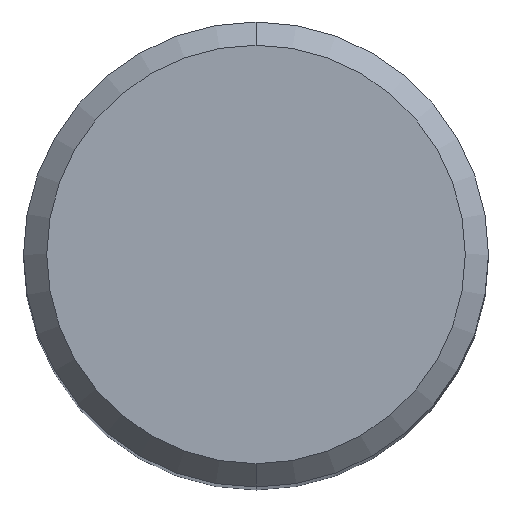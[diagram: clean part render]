
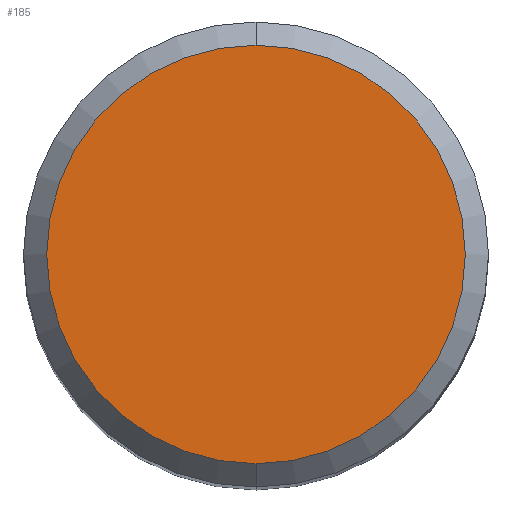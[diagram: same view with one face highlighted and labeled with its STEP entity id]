
A CAD part, top view. The second image highlights one B-rep face of the part: STEP entity #185.
In plain terms, the highlighted planar face has unit normal (0, 0, 1).
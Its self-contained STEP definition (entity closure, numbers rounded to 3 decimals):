
#121=VERTEX_POINT('',#276);
#127=EDGE_CURVE('',#137,#121,#282,.T.);
#137=VERTEX_POINT('',#293);
#143=EDGE_CURVE('',#121,#137,#299,.T.);
#185=ADVANCED_FACE('',(#345),#346,.T.);
#276=CARTESIAN_POINT('',(0.,-5.4,0.0));
#282=CIRCLE('',#454,5.4);
#293=CARTESIAN_POINT('',(0.0,5.4,0.0));
#299=CIRCLE('',#476,5.4);
#345=FACE_OUTER_BOUND('',#535,.T.);
#346=PLANE('',#536);
#454=AXIS2_PLACEMENT_3D('',#643,#644,#645);
#476=AXIS2_PLACEMENT_3D('',#660,#661,#662);
#535=EDGE_LOOP('',(#709,#710));
#536=AXIS2_PLACEMENT_3D('',#711,#712,#713);
#643=CARTESIAN_POINT('',(0.0,0.0,0.0));
#644=DIRECTION('',(0.0,0.0,-1.0));
#645=DIRECTION('',(0.0,1.0,0.0));
#660=CARTESIAN_POINT('',(0.0,0.0,0.0));
#661=DIRECTION('',(0.0,0.0,-1.0));
#662=DIRECTION('',(0.0,1.0,0.0));
#709=ORIENTED_EDGE('',*,*,#127,.F.);
#710=ORIENTED_EDGE('',*,*,#143,.F.);
#711=CARTESIAN_POINT('',(0.0,2.7,0.0));
#712=DIRECTION('',(-0.0,0.0,1.0));
#713=DIRECTION('',(0.0,-1.0,0.0));
